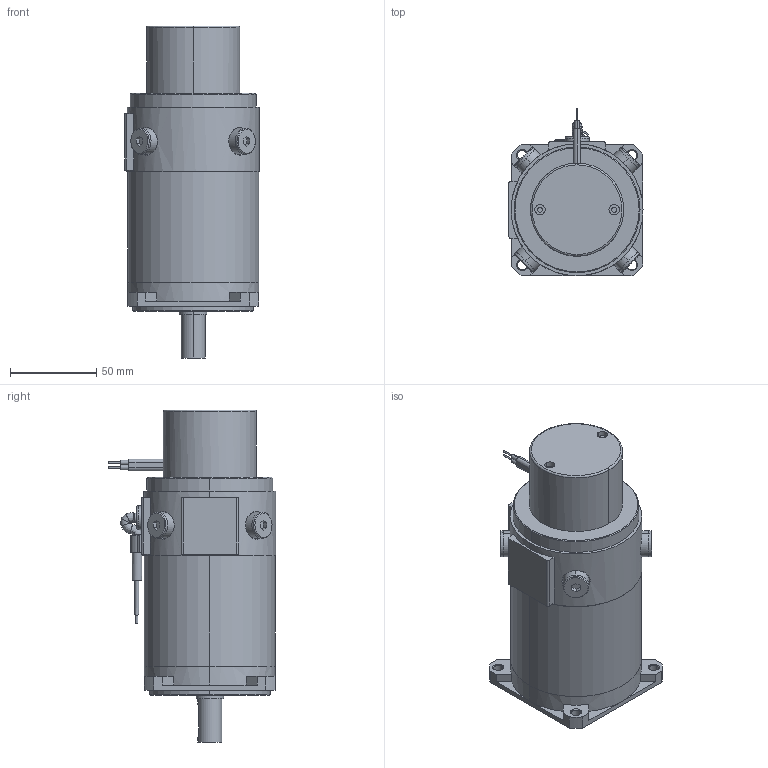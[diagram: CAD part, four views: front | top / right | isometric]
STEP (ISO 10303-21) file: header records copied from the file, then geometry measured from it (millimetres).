
FILE_DESCRIPTION (( 'STEP AP214' ), '1' );
FILE_NAME ('7DA30-7ST.STEP', '2024-05-03T11:36:14', ( '' ), ( '' ), 'SwSTEP 2.0', 'SolidWorks 2023', '' );
FILE_SCHEMA (( 'AUTOMOTIVE_DESIGN' ));
Length unit declared in the file: millimetre
Products named in the file (1): 7DA30-7ST
Bounding box: 77.75 x 97.16 x 192.5 mm (x, y, z)
Volume: 604947 mm3; surface area: 66950.2 mm2
Topology: 7 solids, 7 shells, 316 faces, 764 edges, 482 vertices
Faces by surface type: cylinder 128, plane 122, cone 38, bspline 24, torus 4
Entity records: 23917 total; most frequent: CARTESIAN_POINT 16558, ORIENTED_EDGE 1516, DIRECTION 1475, EDGE_CURVE 758, AXIS2_PLACEMENT_3D 554, VERTEX_POINT 482, LINE 367, VECTOR 367
